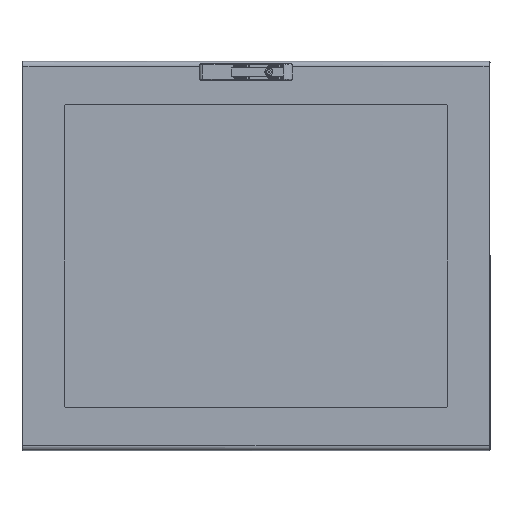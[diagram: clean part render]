
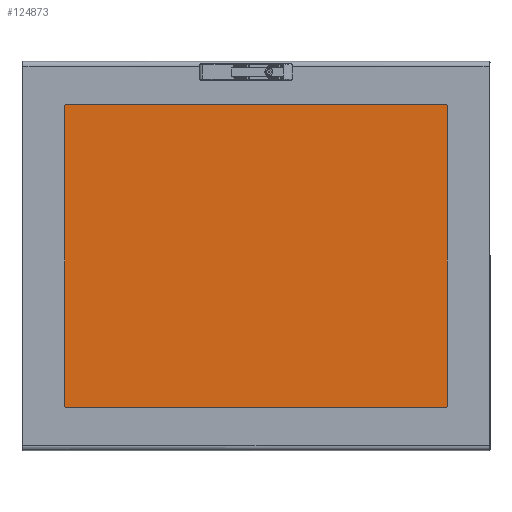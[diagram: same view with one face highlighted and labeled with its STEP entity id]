
A CAD part, top view. The second image highlights one B-rep face of the part: STEP entity #124873.
In plain terms, the highlighted planar face has unit normal (0, 0, 1).
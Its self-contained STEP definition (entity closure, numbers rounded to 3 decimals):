
#17712 = LINE ( 'NONE', #17755, #81905 ) ;
#17749 = LINE ( 'NONE', #17780, #81907 ) ;
#17755 = CARTESIAN_POINT ( 'NONE',  ( -410., 330., 4. ) ) ;
#17760 = LINE ( 'NONE', #17799, #81910 ) ;
#17762 = DIRECTION ( 'NONE',  ( 0., -1., 0. ) ) ;
#17780 = CARTESIAN_POINT ( 'NONE',  ( -410., -330., 4. ) ) ;
#17783 = DIRECTION ( 'NONE',  ( 1., 0., 0. ) ) ;
#17799 = CARTESIAN_POINT ( 'NONE',  ( 410., 330., 4. ) ) ;
#17802 = DIRECTION ( 'NONE',  ( 0., 1., 0. ) ) ;
#17808 = LINE ( 'NONE', #17811, #81915 ) ;
#17811 = CARTESIAN_POINT ( 'NONE',  ( -410., 330., 4. ) ) ;
#17812 = DIRECTION ( 'NONE',  ( -1., 0., 0. ) ) ;
#75300 = ORIENTED_EDGE ( 'NONE', *, *, #84485, .T. ) ;
#75301 = ORIENTED_EDGE ( 'NONE', *, *, #84489, .T. ) ;
#75302 = ORIENTED_EDGE ( 'NONE', *, *, #84492, .T. ) ;
#75303 = ORIENTED_EDGE ( 'NONE', *, *, #84494, .T. ) ;
#80751 = AXIS2_PLACEMENT_3D ( 'NONE', #109439, #109463, #109465 ) ;
#81905 = VECTOR ( 'NONE', #17762, 1000. ) ;
#81907 = VECTOR ( 'NONE', #17783, 1000. ) ;
#81910 = VECTOR ( 'NONE', #17802, 1000. ) ;
#81915 = VECTOR ( 'NONE', #17812, 1000. ) ;
#83713 = EDGE_LOOP ( 'NONE', ( #75300, #75301, #75302, #75303 ) ) ;
#84485 = EDGE_CURVE ( 'NONE', #111412, #111404, #17712, .T. ) ;
#84489 = EDGE_CURVE ( 'NONE', #111404, #111414, #17749, .T. ) ;
#84492 = EDGE_CURVE ( 'NONE', #111414, #111422, #17760, .T. ) ;
#84494 = EDGE_CURVE ( 'NONE', #111422, #111412, #17808, .T. ) ;
#109439 = CARTESIAN_POINT ( 'NONE',  ( -410., -330., 4. ) ) ;
#109457 = FACE_OUTER_BOUND ( 'NONE', #83713, .T. ) ;
#109459 = PLANE ( 'NONE',  #80751 ) ;
#109463 = DIRECTION ( 'NONE',  ( 0., 0., 1. ) ) ;
#109465 = DIRECTION ( 'NONE',  ( 1., 0., 0. ) ) ;
#111404 = VERTEX_POINT ( 'NONE', #123851 ) ;
#111412 = VERTEX_POINT ( 'NONE', #123858 ) ;
#111414 = VERTEX_POINT ( 'NONE', #123860 ) ;
#111422 = VERTEX_POINT ( 'NONE', #123866 ) ;
#123851 = CARTESIAN_POINT ( 'NONE',  ( -410., -330., 4. ) ) ;
#123858 = CARTESIAN_POINT ( 'NONE',  ( -410., 330., 4. ) ) ;
#123860 = CARTESIAN_POINT ( 'NONE',  ( 410., -330., 4. ) ) ;
#123866 = CARTESIAN_POINT ( 'NONE',  ( 410., 330., 4. ) ) ;
#124873 = ADVANCED_FACE ( 'NONE', ( #109457 ), #109459, .T. ) ;
